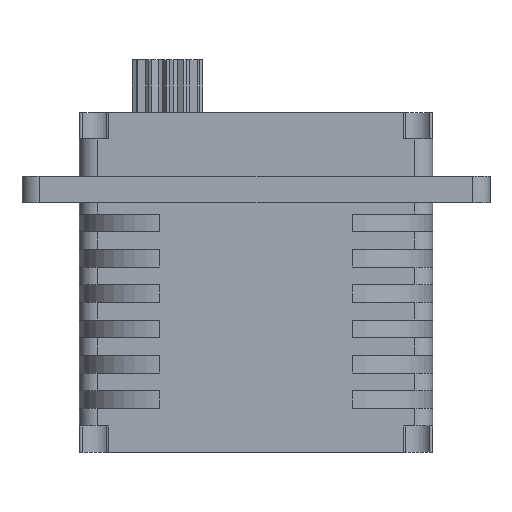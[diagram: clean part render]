
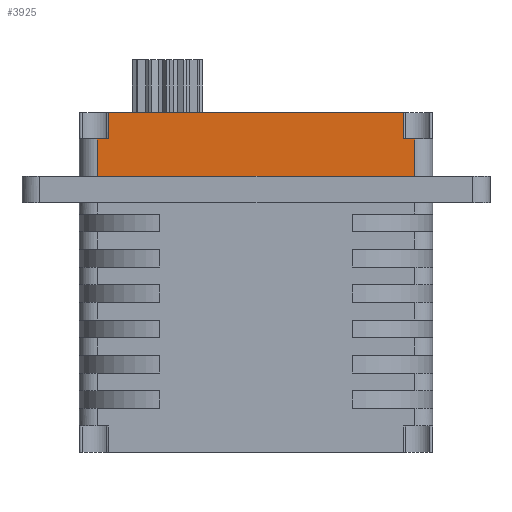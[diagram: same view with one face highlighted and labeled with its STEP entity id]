
A CAD part, front view. The second image highlights one B-rep face of the part: STEP entity #3925.
In plain terms, the highlighted free-form (B-spline) face has degree [1, 1] with [2, 2] control points.
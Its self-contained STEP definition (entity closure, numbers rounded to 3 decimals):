
#184 = VERTEX_POINT('',#185);
#185 = CARTESIAN_POINT('',(17.81,-10.642,
    37.78));
#199 = VERTEX_POINT('',#200);
#200 = CARTESIAN_POINT('',(17.81,-10.642,
    40.972));
#206 = EDGE_CURVE('',#184,#199,#207,.T.);
#207 = B_SPLINE_CURVE_WITH_KNOTS('',1,(#208,#209),.UNSPECIFIED.,.F.,.F.,
  (2,2),(-3.,0.),.PIECEWISE_BEZIER_KNOTS.);
#208 = CARTESIAN_POINT('',(17.81,-10.642,
    37.78));
#209 = CARTESIAN_POINT('',(17.81,-10.642,
    40.972));
#1591 = EDGE_CURVE('',#1592,#1594,#1596,.T.);
#1592 = VERTEX_POINT('',#1593);
#1593 = CARTESIAN_POINT('',(-19.156,-10.642,
    37.78));
#1594 = VERTEX_POINT('',#1595);
#1595 = CARTESIAN_POINT('',(-19.156,-10.642,
    33.31));
#1596 = B_SPLINE_CURVE_WITH_KNOTS('',1,(#1597,#1598),.UNSPECIFIED.,.F.,
  .F.,(2,2),(3.,7.2),.PIECEWISE_BEZIER_KNOTS.);
#1597 = CARTESIAN_POINT('',(-19.156,-10.642,
    37.78));
#1598 = CARTESIAN_POINT('',(-19.156,-10.642,
    33.31));
#1681 = VERTEX_POINT('',#1682);
#1682 = CARTESIAN_POINT('',(19.156,-10.642,
    37.78));
#1688 = EDGE_CURVE('',#1689,#1681,#1691,.T.);
#1689 = VERTEX_POINT('',#1690);
#1690 = CARTESIAN_POINT('',(19.156,-10.642,
    33.31));
#1691 = B_SPLINE_CURVE_WITH_KNOTS('',1,(#1692,#1693),.UNSPECIFIED.,.F.,
  .F.,(2,2),(-7.2,-3.),.PIECEWISE_BEZIER_KNOTS.);
#1692 = CARTESIAN_POINT('',(19.156,-10.642,
    33.31));
#1693 = CARTESIAN_POINT('',(19.156,-10.642,
    37.78));
#3925 = ADVANCED_FACE('',(#3926),#3960,.F.);
#3926 = FACE_BOUND('',#3927,.T.);
#3927 = EDGE_LOOP('',(#3928,#3933,#3934,#3941,#3948,#3953,#3954,#3959));
#3928 = ORIENTED_EDGE('',*,*,#3929,.T.);
#3929 = EDGE_CURVE('',#1681,#184,#3930,.T.);
#3930 = B_SPLINE_CURVE_WITH_KNOTS('',1,(#3931,#3932),.UNSPECIFIED.,.F.,
  .F.,(2,2),(0.,1.265),
  .PIECEWISE_BEZIER_KNOTS.);
#3931 = CARTESIAN_POINT('',(19.156,-10.642,
    37.78));
#3932 = CARTESIAN_POINT('',(17.81,-10.642,
    37.78));
#3933 = ORIENTED_EDGE('',*,*,#206,.T.);
#3934 = ORIENTED_EDGE('',*,*,#3935,.F.);
#3935 = EDGE_CURVE('',#3936,#199,#3938,.T.);
#3936 = VERTEX_POINT('',#3937);
#3937 = CARTESIAN_POINT('',(-17.81,-10.642,
    40.972));
#3938 = B_SPLINE_CURVE_WITH_KNOTS('',1,(#3939,#3940),.UNSPECIFIED.,.F.,
  .F.,(2,2),(3.265,36.735),.PIECEWISE_BEZIER_KNOTS.);
#3939 = CARTESIAN_POINT('',(-17.81,-10.642,
    40.972));
#3940 = CARTESIAN_POINT('',(17.81,-10.642,
    40.972));
#3941 = ORIENTED_EDGE('',*,*,#3942,.T.);
#3942 = EDGE_CURVE('',#3936,#3943,#3945,.T.);
#3943 = VERTEX_POINT('',#3944);
#3944 = CARTESIAN_POINT('',(-17.81,-10.642,
    37.78));
#3945 = B_SPLINE_CURVE_WITH_KNOTS('',1,(#3946,#3947),.UNSPECIFIED.,.F.,
  .F.,(2,2),(-3.,0.),.PIECEWISE_BEZIER_KNOTS.);
#3946 = CARTESIAN_POINT('',(-17.81,-10.642,
    40.972));
#3947 = CARTESIAN_POINT('',(-17.81,-10.642,
    37.78));
#3948 = ORIENTED_EDGE('',*,*,#3949,.T.);
#3949 = EDGE_CURVE('',#3943,#1592,#3950,.T.);
#3950 = B_SPLINE_CURVE_WITH_KNOTS('',1,(#3951,#3952),.UNSPECIFIED.,.F.,
  .F.,(2,2),(-1.265,0.),
  .PIECEWISE_BEZIER_KNOTS.);
#3951 = CARTESIAN_POINT('',(-17.81,-10.642,
    37.78));
#3952 = CARTESIAN_POINT('',(-19.156,-10.642,
    37.78));
#3953 = ORIENTED_EDGE('',*,*,#1591,.T.);
#3954 = ORIENTED_EDGE('',*,*,#3955,.T.);
#3955 = EDGE_CURVE('',#1594,#1689,#3956,.T.);
#3956 = B_SPLINE_CURVE_WITH_KNOTS('',1,(#3957,#3958),.UNSPECIFIED.,.F.,
  .F.,(2,2),(2.,38.),.PIECEWISE_BEZIER_KNOTS.);
#3957 = CARTESIAN_POINT('',(-19.156,-10.642,
    33.31));
#3958 = CARTESIAN_POINT('',(19.156,-10.642,
    33.31));
#3959 = ORIENTED_EDGE('',*,*,#1688,.T.);
#3960 = B_SPLINE_SURFACE_WITH_KNOTS('',1,1,(
    (#3961,#3962)
    ,(#3963,#3964
    )),.UNSPECIFIED.,.F.,.F.,.F.,(2,2),(2,2),(-7.2,0.),(2.,38.),
  .PIECEWISE_BEZIER_KNOTS.);
#3961 = CARTESIAN_POINT('',(-19.156,-10.642,
    33.31));
#3962 = CARTESIAN_POINT('',(19.156,-10.642,
    33.31));
#3963 = CARTESIAN_POINT('',(-19.156,-10.642,
    40.972));
#3964 = CARTESIAN_POINT('',(19.156,-10.642,
    40.972));
